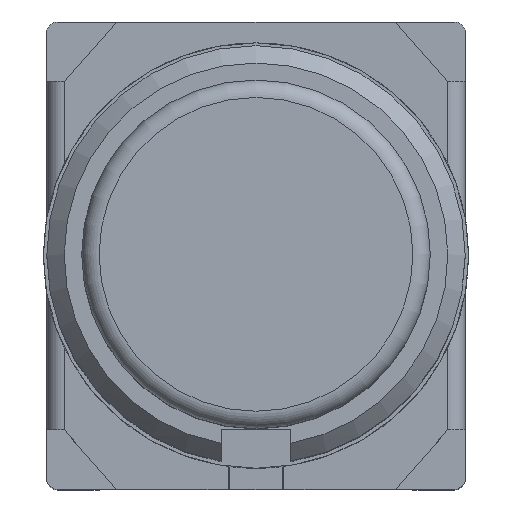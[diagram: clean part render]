
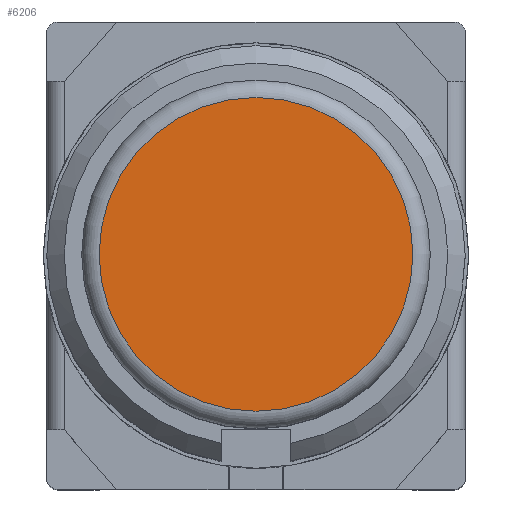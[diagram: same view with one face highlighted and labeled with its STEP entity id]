
A CAD part, top view. The second image highlights one B-rep face of the part: STEP entity #6206.
In plain terms, the highlighted planar face has unit normal (0, 0, 1).
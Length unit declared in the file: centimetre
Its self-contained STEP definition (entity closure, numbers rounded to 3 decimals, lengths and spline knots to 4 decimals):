
#74=PLANE('',#6568);
#1907=FACE_OUTER_BOUND('',#2251,.T.);
#2251=EDGE_LOOP('',(#4341));
#2626=CIRCLE('',#6565,0.45);
#2789=VERTEX_POINT('',#8909);
#3400=EDGE_CURVE('',#2789,#2789,#2626,.T.);
#4341=ORIENTED_EDGE('',*,*,#3400,.F.);
#6206=ADVANCED_FACE('',(#1907),#74,.F.);
#6565=AXIS2_PLACEMENT_3D('',#8911,#7102,#7103);
#6568=AXIS2_PLACEMENT_3D('',#8916,#7109,#7110);
#7102=DIRECTION('center_axis',(0.,0.,
-1.));
#7103=DIRECTION('ref_axis',(1.,0.,0.));
#7109=DIRECTION('center_axis',(0.,0.,
-1.));
#7110=DIRECTION('ref_axis',(1.,0.,0.));
#8909=CARTESIAN_POINT('',(-0.45,0.,3.23));
#8911=CARTESIAN_POINT('Origin',(0.,0.,
3.23));
#8916=CARTESIAN_POINT('Origin',(0.,0.,
3.23));
